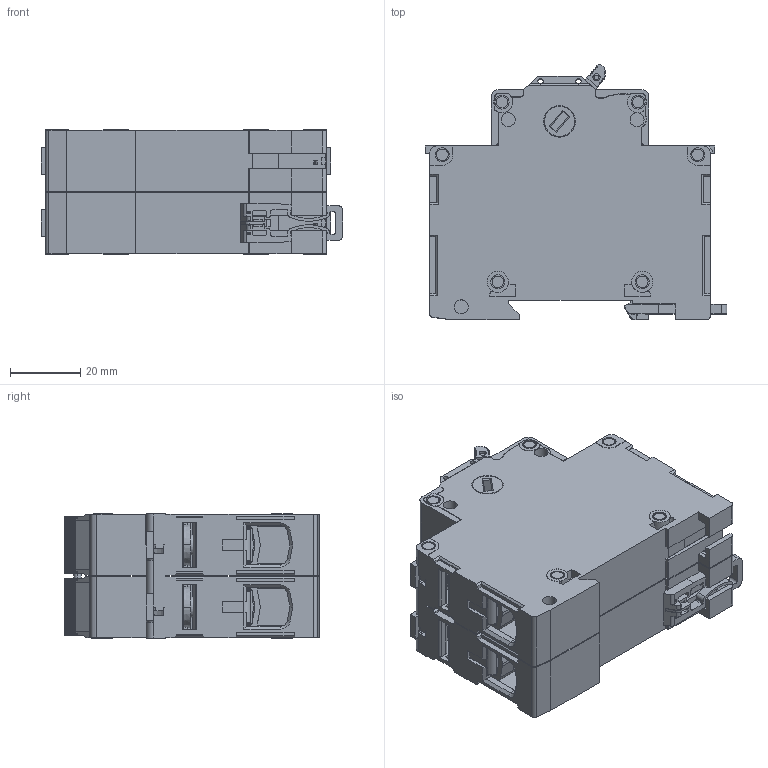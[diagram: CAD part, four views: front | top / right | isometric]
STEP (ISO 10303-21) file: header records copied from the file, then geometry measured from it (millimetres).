
FILE_DESCRIPTION(('Creo Elements/Direct Modeling STEP Export'),'2;1');
FILE_NAME('IS125-Hauptschalter_40-125A_2pol.stp','2019-09-17T15:18:04',(''),(''),'Creo Elements/Direct Modeling STEP processor for AP214 (Solid Model)','Creo Elements/Direct Modeling 20.0C 26-Jan-2018 (C) Parametric Technology GmbH','');
FILE_SCHEMA(('AUTOMOTIVE_DESIGN { 1 0 10303 214 1 1 1 1 }'));
Products named in the file (2): ls9432-IS125-Hauptschalter-3D-Dummy_2
Assembly tree (1 placements, depth 2):
  ls9432-IS125-Hauptschalter-3D-Dummy_2
    ls9432-IS125-Hauptschalter-3D-Dummy_2
Bounding box: 86 x 72.79 x 35.4 mm (x, y, z)
Volume: 130363.4 mm3; surface area: 56053.4 mm2
Topology: 1 solids, 1 shells, 2464 faces, 7040 edges, 4587 vertices
Faces by surface type: plane 1665, cylinder 663, cone 92, torus 32, sphere 12
Entity records: 83858 total; most frequent: CARTESIAN_POINT 19972, ORIENTED_EDGE 14032, DIRECTION 12572, EDGE_CURVE 7016, VECTOR 4958, LINE 4958, VERTEX_POINT 4587, AXIS2_PLACEMENT_3D 3807
